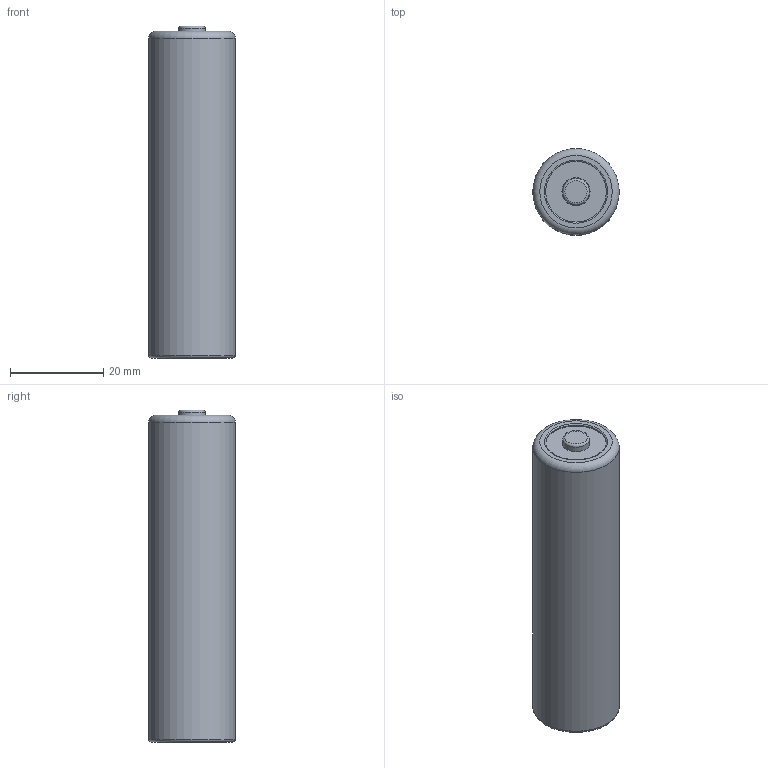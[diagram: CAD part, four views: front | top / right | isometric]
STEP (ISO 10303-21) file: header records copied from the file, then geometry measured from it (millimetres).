
FILE_DESCRIPTION(/* description */ (''),/* implementation_level */ '2;1');
FILE_NAME(/* name */ 'Profuse - 18650.step',/* time_stamp */ '2023-11-03T12:47:32+03:00',/* author */ (''),/* organization */ (''),/* preprocessor_version */ 'ST-DEVELOPER v20',/* originating_system */ 'Autodesk Translation Framework v12.14.0.127',/* authorisation */ '');
FILE_SCHEMA (('AUTOMOTIVE_DESIGN { 1 0 10303 214 3 1 1 }'));
Length unit declared in the file: millimetre
Products named in the file (1): Profuse - 18650
Bounding box: 18.5 x 18.5 x 71.1 mm (x, y, z)
Volume: 18681.1 mm3; surface area: 10672.4 mm2
Topology: 4 solids, 4 shells, 19 faces, 30 edges, 19 vertices
Faces by surface type: plane 8, cylinder 6, torus 5
Full cylindrical faces by diameter (mm): 5.75 x1, 6 x1, 13 x3, 18.5 x1
Entity records: 503 total; most frequent: DIRECTION 94, CARTESIAN_POINT 69, ORIENTED_EDGE 60, AXIS2_PLACEMENT_3D 44, EDGE_CURVE 30, CIRCLE 24, EDGE_LOOP 23, FACE_OUTER_BOUND 19
